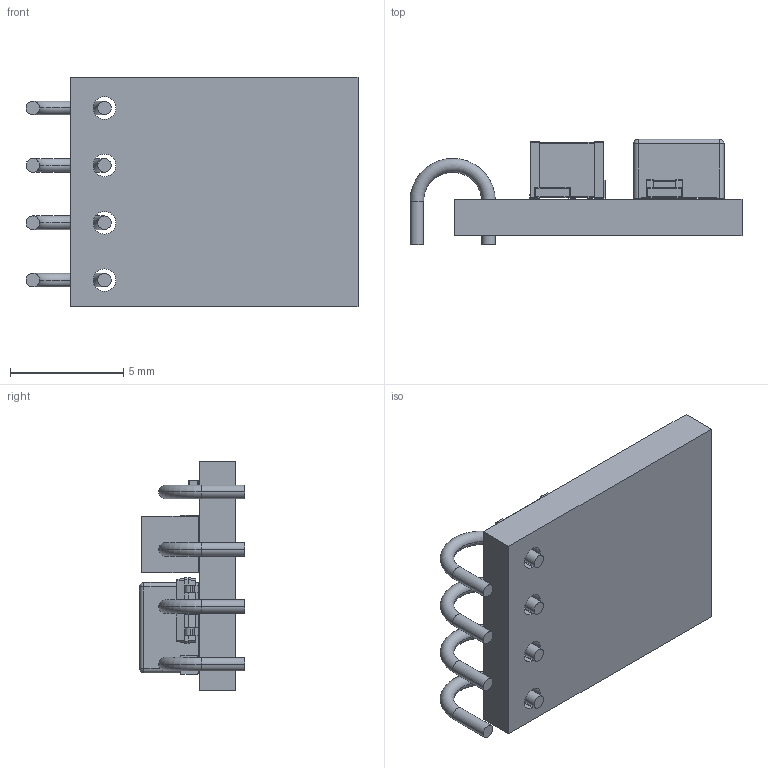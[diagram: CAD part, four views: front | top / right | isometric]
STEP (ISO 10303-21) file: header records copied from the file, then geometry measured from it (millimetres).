
FILE_DESCRIPTION (( 'STEP AP214' ), '1' );
FILE_NAME ('SparkFun BabyBuck Regulator - AP63203 - in-board.STEP', '2024-05-03T18:02:53', ( '' ), ( '' ), 'SwSTEP 2.0', 'SolidWorks 2021', '' );
FILE_SCHEMA (( 'AUTOMOTIVE_DESIGN' ));
Length unit declared in the file: millimetre
Products named in the file (1): SparkFun BabyBuck Regulator - AP63203 - in-board
Bounding box: 14.69 x 4.65 x 10.16 mm (x, y, z)
Volume: 279.7 mm3; surface area: 592.3 mm2
Topology: 15 solids, 15 shells, 372 faces, 922 edges, 584 vertices
Faces by surface type: plane 210, cylinder 120, bspline 30, torus 8, sphere 4
Entity records: 15134 total; most frequent: CARTESIAN_POINT 1997, ORIENTED_EDGE 1836, DIRECTION 1820, EDGE_CURVE 918, LINE 638, VECTOR 638, AXIS2_PLACEMENT_3D 591, VERTEX_POINT 584
